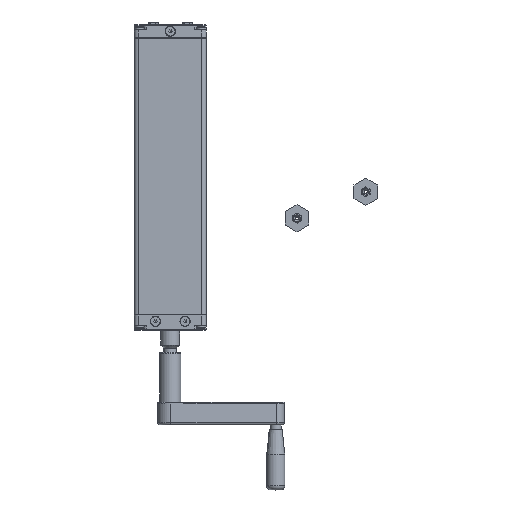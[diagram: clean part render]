
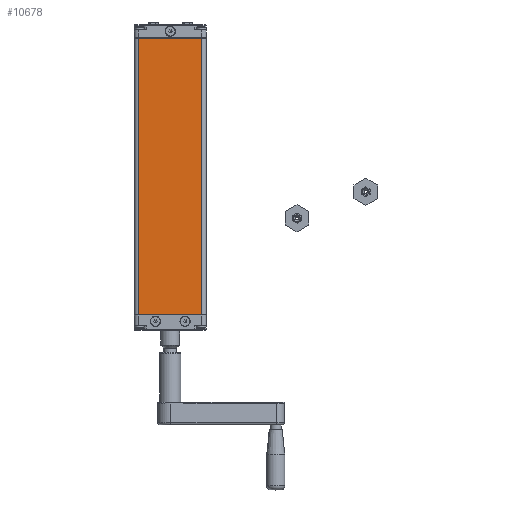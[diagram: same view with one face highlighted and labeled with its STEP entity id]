
A CAD part, top view. The second image highlights one B-rep face of the part: STEP entity #10678.
In plain terms, the highlighted planar face has unit normal (0, 0, 1).
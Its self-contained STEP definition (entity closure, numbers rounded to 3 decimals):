
#1514=FACE_OUTER_BOUND('',#2141,.T.);
#2141=EDGE_LOOP('',(#7184,#7185,#7186,#7187));
#2869=LINE('',#16867,#3625);
#2870=LINE('',#16871,#3626);
#2871=LINE('',#16876,#3627);
#2872=LINE('',#16880,#3628);
#3625=VECTOR('',#13439,327.5);
#3626=VECTOR('',#13444,327.5);
#3627=VECTOR('',#13453,75.);
#3628=VECTOR('',#13460,75.);
#4399=VERTEX_POINT('',#16856);
#4400=VERTEX_POINT('',#16862);
#4401=VERTEX_POINT('',#16866);
#4402=VERTEX_POINT('',#16870);
#5444=EDGE_CURVE('',#4399,#4401,#2869,.T.);
#5446=EDGE_CURVE('',#4400,#4402,#2870,.F.);
#5449=EDGE_CURVE('',#4402,#4399,#2871,.F.);
#5451=EDGE_CURVE('',#4401,#4400,#2872,.T.);
#7184=ORIENTED_EDGE('',*,*,#5446,.F.);
#7185=ORIENTED_EDGE('',*,*,#5451,.F.);
#7186=ORIENTED_EDGE('',*,*,#5444,.F.);
#7187=ORIENTED_EDGE('',*,*,#5449,.F.);
#9907=PLANE('',#11842);
#10678=ADVANCED_FACE('',(#1514),#9907,.T.);
#11842=AXIS2_PLACEMENT_3D('',#16881,#13461,#13462);
#13439=DIRECTION('',(0.,-1.,0.));
#13444=DIRECTION('',(0.,-1.,0.));
#13453=DIRECTION('',(-1.,0.,0.));
#13460=DIRECTION('',(-1.,0.,0.));
#13461=DIRECTION('center_axis',(0.,0.,1.));
#13462=DIRECTION('ref_axis',(1.,0.,0.));
#16856=CARTESIAN_POINT('',(37.5,328.,17.5));
#16862=CARTESIAN_POINT('',(-37.5,0.5,17.5));
#16866=CARTESIAN_POINT('',(37.5,0.5,17.5));
#16867=CARTESIAN_POINT('',(37.5,328.,17.5));
#16870=CARTESIAN_POINT('',(-37.5,328.,17.5));
#16871=CARTESIAN_POINT('',(-37.5,328.,17.5));
#16876=CARTESIAN_POINT('',(37.5,328.,17.5));
#16880=CARTESIAN_POINT('',(37.5,0.5,17.5));
#16881=CARTESIAN_POINT('Origin',(42.5,328.5,17.5));
